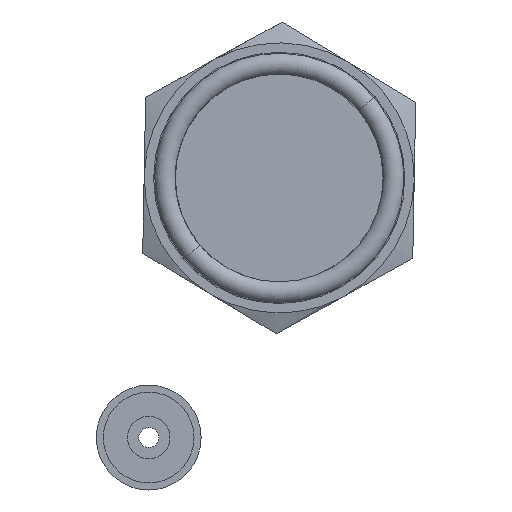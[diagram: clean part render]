
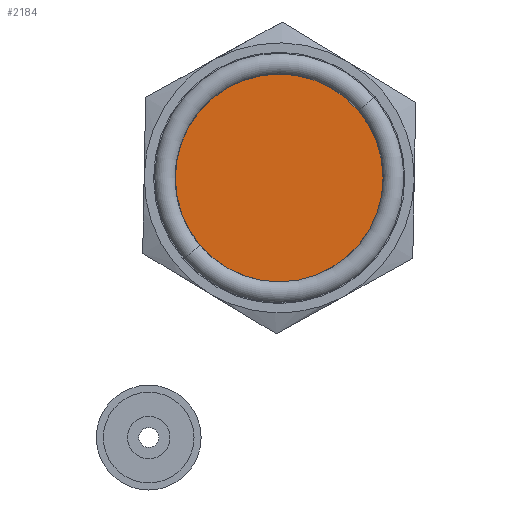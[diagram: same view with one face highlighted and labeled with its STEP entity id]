
A CAD part, left-side view. The second image highlights one B-rep face of the part: STEP entity #2184.
In plain terms, the highlighted face is planar.
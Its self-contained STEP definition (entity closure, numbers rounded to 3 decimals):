
#124 = AXIS2_PLACEMENT_3D ( 'NONE', #913, #4644, #5143 ) ;
#451 = DIRECTION ( 'NONE',  ( -1., 0., 0. ) ) ;
#852 = ORIENTED_EDGE ( 'NONE', *, *, #1741, .F. ) ;
#913 = CARTESIAN_POINT ( 'NONE',  ( 228., 0., 0. ) ) ;
#983 = CARTESIAN_POINT ( 'NONE',  ( 228., -11., 0. ) ) ;
#1117 = VERTEX_POINT ( 'NONE', #5027 ) ;
#1125 = VERTEX_POINT ( 'NONE', #983 ) ;
#1741 = EDGE_CURVE ( 'NONE', #1125, #1117, #6892, .T. ) ;
#1917 = EDGE_LOOP ( 'NONE', ( #852, #4588 ) ) ;
#2184 = ADVANCED_FACE ( 'NONE', ( #3474 ), #5309, .F. ) ;
#2776 = CARTESIAN_POINT ( 'NONE',  ( 228., 0., 0. ) ) ;
#3474 = FACE_OUTER_BOUND ( 'NONE', #1917, .T. ) ;
#3545 = DIRECTION ( 'NONE',  ( 0., -1., 0. ) ) ;
#3678 = EDGE_CURVE ( 'NONE', #1117, #1125, #5687, .T. ) ;
#4001 = DIRECTION ( 'NONE',  ( 0., -1., 0. ) ) ;
#4588 = ORIENTED_EDGE ( 'NONE', *, *, #3678, .F. ) ;
#4644 = DIRECTION ( 'NONE',  ( -1., 0., 0. ) ) ;
#5027 = CARTESIAN_POINT ( 'NONE',  ( 228., 11., 0. ) ) ;
#5139 = DIRECTION ( 'NONE',  ( -1., 0., 0. ) ) ;
#5143 = DIRECTION ( 'NONE',  ( 0., -1., 0. ) ) ;
#5309 = PLANE ( 'NONE',  #5690 ) ;
#5687 = CIRCLE ( 'NONE', #124, 11. ) ;
#5690 = AXIS2_PLACEMENT_3D ( 'NONE', #5872, #451, #3545 ) ;
#5872 = CARTESIAN_POINT ( 'NONE',  ( 228., 0., 0. ) ) ;
#6892 = CIRCLE ( 'NONE', #7589, 11. ) ;
#7589 = AXIS2_PLACEMENT_3D ( 'NONE', #2776, #5139, #4001 ) ;
